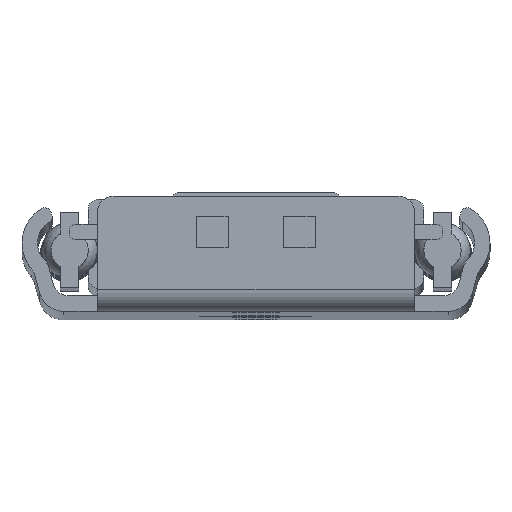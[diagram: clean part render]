
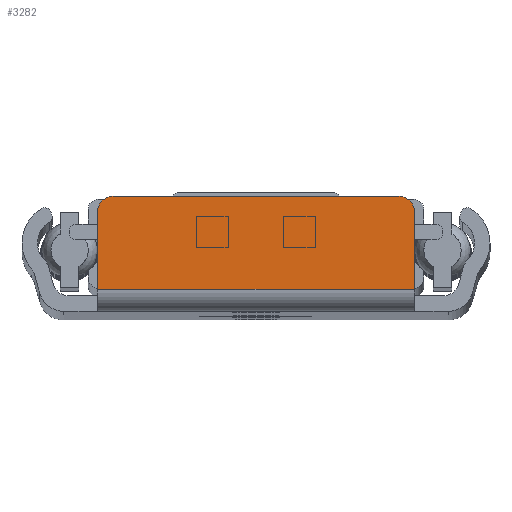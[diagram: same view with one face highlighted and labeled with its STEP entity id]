
A CAD part, top view. The second image highlights one B-rep face of the part: STEP entity #3282.
In plain terms, the highlighted planar face has unit normal (0, 0, 1).
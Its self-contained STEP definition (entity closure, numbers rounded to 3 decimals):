
#1784=CARTESIAN_POINT('',(-25.506,16.005,1625.6));
#1785=VERTEX_POINT('',#1784);
#1786=CARTESIAN_POINT('',(-23.006,18.505,1625.6));
#1787=VERTEX_POINT('',#1786);
#1788=CARTESIAN_POINT('',(-23.006,16.005,1625.6));
#1789=DIRECTION('',(0.,0.,-1.));
#1790=DIRECTION('',(-0.707,0.707,0.));
#1791=AXIS2_PLACEMENT_3D('',#1788,#1789,#1790);
#1792=CIRCLE('',#1791,2.5);
#1793=EDGE_CURVE('',#1785,#1787,#1792,.T.);
#1835=CARTESIAN_POINT('',(-25.506,3.505,1625.6));
#1836=VERTEX_POINT('',#1835);
#1843=CARTESIAN_POINT('',(-25.506,3.505,1625.6));
#1844=DIRECTION('',(0.0,1.0,0.0));
#1845=VECTOR('',#1844,12.5);
#1846=LINE('',#1843,#1845);
#1847=EDGE_CURVE('',#1836,#1785,#1846,.T.);
#1898=CARTESIAN_POINT('',(22.994,18.505,1625.6));
#1899=VERTEX_POINT('',#1898);
#1900=CARTESIAN_POINT('',(25.494,16.005,1625.6));
#1901=VERTEX_POINT('',#1900);
#1902=CARTESIAN_POINT('',(22.994,16.005,1625.6));
#1903=DIRECTION('',(0.0,0.0,-1.));
#1904=DIRECTION('',(0.707,0.707,0.0));
#1905=AXIS2_PLACEMENT_3D('',#1902,#1903,#1904);
#1906=CIRCLE('',#1905,2.5);
#1907=EDGE_CURVE('',#1899,#1901,#1906,.T.);
#1931=CARTESIAN_POINT('',(25.494,3.505,1625.6));
#1932=VERTEX_POINT('',#1931);
#1933=CARTESIAN_POINT('',(25.494,16.005,1625.6));
#1934=DIRECTION('',(0.0,-1.0,0.0));
#1935=VECTOR('',#1934,12.5);
#1936=LINE('',#1933,#1935);
#1937=EDGE_CURVE('',#1901,#1932,#1936,.T.);
#3182=CARTESIAN_POINT('',(-25.506,3.505,1625.6));
#3183=DIRECTION('',(1.0,0.0,0.0));
#3184=VECTOR('',#3183,51.);
#3185=LINE('',#3182,#3184);
#3186=EDGE_CURVE('',#1836,#1932,#3185,.T.);
#3258=CARTESIAN_POINT('',(-23.006,18.505,1625.6));
#3259=DIRECTION('',(1.0,0.0,0.0));
#3260=VECTOR('',#3259,46.);
#3261=LINE('',#3258,#3260);
#3262=EDGE_CURVE('',#1787,#1899,#3261,.T.);
#3269=CARTESIAN_POINT('',(-0.006,9.679,1625.6));
#3270=DIRECTION('',(0.0,0.0,-1.0));
#3271=DIRECTION('',(0.0,1.0,0.0));
#3272=AXIS2_PLACEMENT_3D('',#3269,#3270,#3271);
#3273=PLANE('',#3272);
#3274=ORIENTED_EDGE('',*,*,#1793,.F.);
#3275=ORIENTED_EDGE('',*,*,#1847,.F.);
#3276=ORIENTED_EDGE('',*,*,#3186,.T.);
#3277=ORIENTED_EDGE('',*,*,#1937,.F.);
#3278=ORIENTED_EDGE('',*,*,#1907,.F.);
#3279=ORIENTED_EDGE('',*,*,#3262,.F.);
#3280=EDGE_LOOP('',(#3274,#3275,#3276,#3277,#3278,#3279));
#3281=FACE_OUTER_BOUND('',#3280,.T.);
#3282=ADVANCED_FACE('',(#3281),#3273,.F.);
